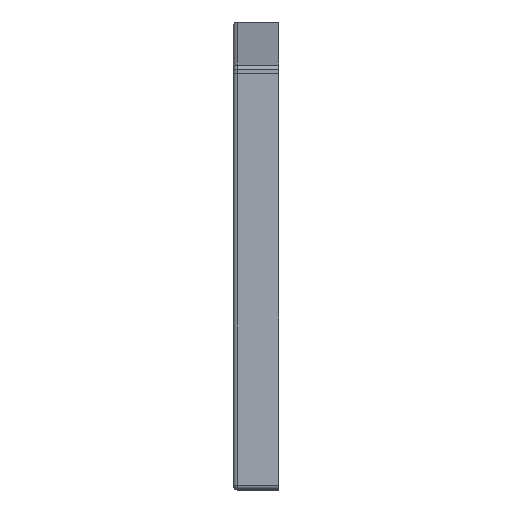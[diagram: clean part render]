
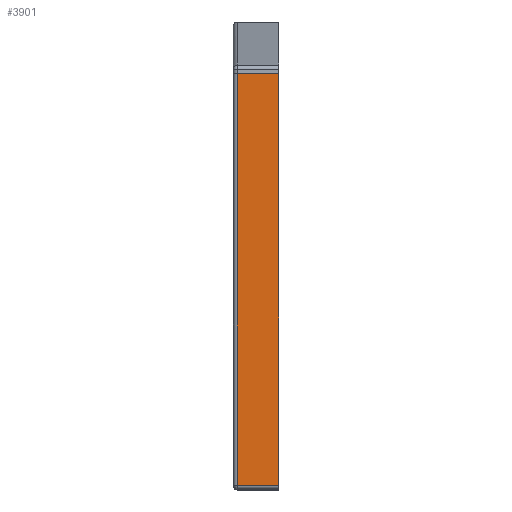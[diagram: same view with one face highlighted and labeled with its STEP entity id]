
A CAD part, left-side view. The second image highlights one B-rep face of the part: STEP entity #3901.
In plain terms, the highlighted planar face has unit normal (-1, 0, 0).
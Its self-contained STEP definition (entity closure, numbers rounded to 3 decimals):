
#125=PLANE('',#4165);
#328=FACE_OUTER_BOUND('',#548,.T.);
#548=EDGE_LOOP('',(#3366,#3367,#3368,#3369,#3370,#3371,#3372));
#705=LINE('',#5369,#1209);
#1069=LINE('',#6162,#1573);
#1070=LINE('',#6164,#1574);
#1097=LINE('',#6221,#1601);
#1098=LINE('',#6223,#1602);
#1099=LINE('',#6224,#1603);
#1100=LINE('',#6226,#1604);
#1209=VECTOR('',#4297,10.);
#1573=VECTOR('',#4895,10.);
#1574=VECTOR('',#4896,10.);
#1601=VECTOR('',#4977,10.);
#1602=VECTOR('',#4978,10.);
#1603=VECTOR('',#4979,10.);
#1604=VECTOR('',#4982,10.);
#1716=VERTEX_POINT('',#5366);
#1717=VERTEX_POINT('',#5368);
#2028=VERTEX_POINT('',#6159);
#2029=VERTEX_POINT('',#6161);
#2030=VERTEX_POINT('',#6163);
#2033=VERTEX_POINT('',#6220);
#2034=VERTEX_POINT('',#6222);
#2085=EDGE_CURVE('',#1716,#1717,#705,.T.);
#2487=EDGE_CURVE('',#2028,#2029,#1069,.T.);
#2488=EDGE_CURVE('',#2029,#2030,#1070,.T.);
#2516=EDGE_CURVE('',#2033,#1717,#1097,.T.);
#2517=EDGE_CURVE('',#2033,#2034,#1098,.T.);
#2518=EDGE_CURVE('',#2034,#2028,#1099,.T.);
#2519=EDGE_CURVE('',#2030,#1716,#1100,.T.);
#3366=ORIENTED_EDGE('',*,*,#2085,.F.);
#3367=ORIENTED_EDGE('',*,*,#2519,.F.);
#3368=ORIENTED_EDGE('',*,*,#2488,.F.);
#3369=ORIENTED_EDGE('',*,*,#2487,.F.);
#3370=ORIENTED_EDGE('',*,*,#2518,.F.);
#3371=ORIENTED_EDGE('',*,*,#2517,.F.);
#3372=ORIENTED_EDGE('',*,*,#2516,.T.);
#3901=ADVANCED_FACE('',(#328),#125,.T.);
#4165=AXIS2_PLACEMENT_3D('',#6225,#4980,#4981);
#4297=DIRECTION('',(0.,0.,1.));
#4895=DIRECTION('',(0.,0.,-1.));
#4896=DIRECTION('',(0.,0.,-1.));
#4977=DIRECTION('',(0.,1.,0.));
#4978=DIRECTION('',(0.,-1.,0.));
#4979=DIRECTION('',(0.,-1.,0.));
#4980=DIRECTION('center_axis',(-1.,0.,0.));
#4981=DIRECTION('ref_axis',(0.,0.,-1.));
#4982=DIRECTION('',(0.,1.,0.));
#5366=CARTESIAN_POINT('',(-117.822,4.,-50.694));
#5368=CARTESIAN_POINT('',(-117.802,4.,48.836));
#5369=CARTESIAN_POINT('',(-117.8,4.,55.93));
#6159=CARTESIAN_POINT('',(-117.802,-6.,48.836));
#6161=CARTESIAN_POINT('',(-117.802,-6.,48.83));
#6162=CARTESIAN_POINT('',(-117.812,-6.,-0.486));
#6163=CARTESIAN_POINT('',(-117.822,-6.,-50.694));
#6164=CARTESIAN_POINT('',(-117.812,-6.,-0.486));
#6220=CARTESIAN_POINT('',(-117.802,-4.,48.836));
#6221=CARTESIAN_POINT('',(-117.802,0.,48.836));
#6222=CARTESIAN_POINT('',(-117.802,-5.,48.836));
#6223=CARTESIAN_POINT('',(-117.802,-4.,48.836));
#6224=CARTESIAN_POINT('',(-117.802,-5.,48.836));
#6225=CARTESIAN_POINT('Origin',(-117.802,-4.,48.836));
#6226=CARTESIAN_POINT('',(-117.822,-4.,-50.694));
